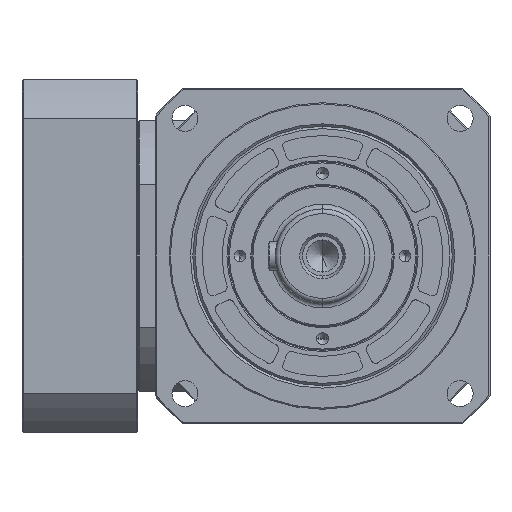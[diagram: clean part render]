
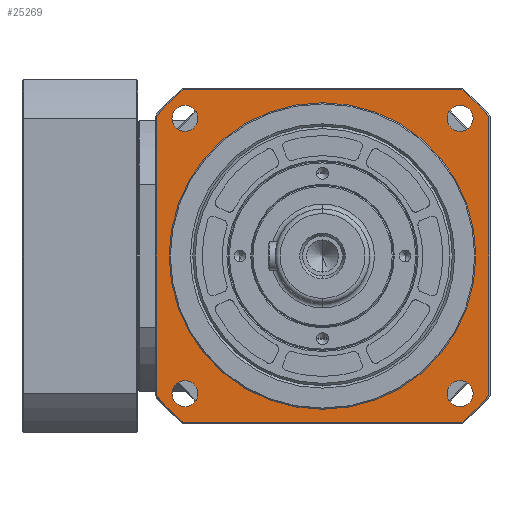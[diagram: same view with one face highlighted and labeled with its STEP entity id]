
A CAD part, left-side view. The second image highlights one B-rep face of the part: STEP entity #25269.
In plain terms, the highlighted planar face has unit normal (-1, 0, 0).
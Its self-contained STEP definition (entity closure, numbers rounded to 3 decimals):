
#21494=CARTESIAN_POINT('',(15.,0.,0.));
#21495=DIRECTION('',(-1.,0.,0.));
#21496=DIRECTION('',(0.,0.642,0.766));
#21497=AXIS2_PLACEMENT_3D('',#21494,#21495,#21496);
#21499=CARTESIAN_POINT('',(15.,0.,0.));
#21500=DIRECTION('',(-1.,0.,0.));
#21501=DIRECTION('',(0.,-0.766,0.642));
#21502=AXIS2_PLACEMENT_3D('',#21499,#21500,#21501);
#21504=CARTESIAN_POINT('',(15.,0.,0.));
#21505=DIRECTION('',(-1.,0.,0.));
#21506=DIRECTION('',(0.,-0.642,-0.766));
#21507=AXIS2_PLACEMENT_3D('',#21504,#21505,#21506);
#21509=CARTESIAN_POINT('',(15.,0.,0.));
#21510=DIRECTION('',(-1.,0.,0.));
#21511=DIRECTION('',(0.,0.766,-0.642));
#21512=AXIS2_PLACEMENT_3D('',#21509,#21510,#21511);
#21514=CARTESIAN_POINT('',(15.,58.336,58.336));
#21515=DIRECTION('',(1.,0.,0.));
#21516=DIRECTION('',(0.,0.,-1.));
#21517=AXIS2_PLACEMENT_3D('',#21514,#21515,#21516);
#21519=CARTESIAN_POINT('',(15.,58.336,58.336));
#21520=DIRECTION('',(1.,0.,0.));
#21521=DIRECTION('',(0.,0.,1.));
#21522=AXIS2_PLACEMENT_3D('',#21519,#21520,#21521);
#21524=CARTESIAN_POINT('',(15.,-58.336,58.336));
#21525=DIRECTION('',(1.,0.,0.));
#21526=DIRECTION('',(0.,0.,-1.));
#21527=AXIS2_PLACEMENT_3D('',#21524,#21525,#21526);
#21529=CARTESIAN_POINT('',(15.,-58.336,58.336));
#21530=DIRECTION('',(1.,0.,0.));
#21531=DIRECTION('',(0.,0.,1.));
#21532=AXIS2_PLACEMENT_3D('',#21529,#21530,#21531);
#21534=CARTESIAN_POINT('',(15.,-58.336,-58.336));
#21535=DIRECTION('',(1.,0.,0.));
#21536=DIRECTION('',(0.,0.,-1.));
#21537=AXIS2_PLACEMENT_3D('',#21534,#21535,#21536);
#21539=CARTESIAN_POINT('',(15.,-58.336,-58.336));
#21540=DIRECTION('',(1.,0.,0.));
#21541=DIRECTION('',(0.,0.,1.));
#21542=AXIS2_PLACEMENT_3D('',#21539,#21540,#21541);
#21544=CARTESIAN_POINT('',(15.,58.336,-58.336));
#21545=DIRECTION('',(1.,0.,0.));
#21546=DIRECTION('',(0.,0.,-1.));
#21547=AXIS2_PLACEMENT_3D('',#21544,#21545,#21546);
#21549=CARTESIAN_POINT('',(15.,58.336,-58.336));
#21550=DIRECTION('',(1.,0.,0.));
#21551=DIRECTION('',(0.,0.,1.));
#21552=AXIS2_PLACEMENT_3D('',#21549,#21550,#21551);
#21554=CARTESIAN_POINT('',(15.,0.,0.));
#21555=DIRECTION('',(1.,0.,0.));
#21556=DIRECTION('',(0.,0.,-1.));
#21557=AXIS2_PLACEMENT_3D('',#21554,#21555,#21556);
#21559=CARTESIAN_POINT('',(15.,0.,0.));
#21560=DIRECTION('',(1.,0.,0.));
#21561=DIRECTION('',(0.,0.,1.));
#21562=AXIS2_PLACEMENT_3D('',#21559,#21560,#21561);
#21564=DIRECTION('',(0.,0.,1.));
#21565=VECTOR('',#21564,118.216);
#21566=CARTESIAN_POINT('',(15.,70.5,-59.108));
#21567=LINE('',#21566,#21565);
#21572=CARTESIAN_POINT('',(15.,59.108,70.5));
#21591=DIRECTION('',(0.,-1.,0.));
#21592=VECTOR('',#21591,118.216);
#21593=CARTESIAN_POINT('',(15.,59.108,70.5));
#21594=LINE('',#21593,#21592);
#21622=DIRECTION('',(0.,0.,-1.));
#21623=VECTOR('',#21622,118.216);
#21624=CARTESIAN_POINT('',(15.,-70.5,59.108));
#21625=LINE('',#21624,#21623);
#22737=DIRECTION('',(0.,1.,0.));
#22738=VECTOR('',#22737,118.216);
#22739=CARTESIAN_POINT('',(15.,-59.108,-70.5));
#22740=LINE('',#22739,#22738);
#22753=CARTESIAN_POINT('',(15.,59.108,-70.5));
#24067=VERTEX_POINT('',#22753);
#24125=CARTESIAN_POINT('',(15.,0.,65.));
#24127=VERTEX_POINT('',#24125);
#24135=CARTESIAN_POINT('',(15.,58.336,-63.836));
#24137=VERTEX_POINT('',#24135);
#24256=CARTESIAN_POINT('',(15.,0.,-65.));
#24257=VERTEX_POINT('',#24256);
#24272=CARTESIAN_POINT('',(15.,-58.336,-52.836));
#24273=CARTESIAN_POINT('',(15.,-58.336,-63.836));
#24274=VERTEX_POINT('',#24272);
#24275=VERTEX_POINT('',#24273);
#24300=CARTESIAN_POINT('',(15.,-58.336,52.836));
#24301=CARTESIAN_POINT('',(15.,-58.336,63.836));
#24302=VERTEX_POINT('',#24300);
#24303=VERTEX_POINT('',#24301);
#24505=CARTESIAN_POINT('',(15.,-70.5,59.108));
#24506=CARTESIAN_POINT('',(15.,-70.5,-59.108));
#24507=VERTEX_POINT('',#24505);
#24508=VERTEX_POINT('',#24506);
#24537=CARTESIAN_POINT('',(15.,70.5,-59.108));
#24538=VERTEX_POINT('',#24537);
#24630=CARTESIAN_POINT('',(15.,-59.108,-70.5));
#24631=VERTEX_POINT('',#24630);
#24691=CARTESIAN_POINT('',(15.,70.5,59.108));
#24692=VERTEX_POINT('',#24691);
#24699=CARTESIAN_POINT('',(15.,58.336,52.836));
#24700=VERTEX_POINT('',#24699);
#24725=CARTESIAN_POINT('',(15.,-59.108,70.5));
#24726=VERTEX_POINT('',#24725);
#24737=CARTESIAN_POINT('',(15.,58.336,63.836));
#24738=VERTEX_POINT('',#24737);
#24743=VERTEX_POINT('',#21572);
#24756=CARTESIAN_POINT('',(15.,58.336,-52.836));
#24757=VERTEX_POINT('',#24756);
#25217=CARTESIAN_POINT('',(15.,65.,0.));
#25218=DIRECTION('',(1.,0.,0.));
#25219=DIRECTION('',(0.,0.,-1.));
#25220=AXIS2_PLACEMENT_3D('',#25217,#25218,#25219);
#25221=PLANE('',#25220);
#25223=ORIENTED_EDGE('',*,*,#25222,.T.);
#25225=ORIENTED_EDGE('',*,*,#25224,.F.);
#25227=ORIENTED_EDGE('',*,*,#25226,.T.);
#25229=ORIENTED_EDGE('',*,*,#25228,.F.);
#25231=ORIENTED_EDGE('',*,*,#25230,.T.);
#25233=ORIENTED_EDGE('',*,*,#25232,.F.);
#25235=ORIENTED_EDGE('',*,*,#25234,.T.);
#25237=ORIENTED_EDGE('',*,*,#25236,.F.);
#25238=EDGE_LOOP('',(#25223,#25225,#25227,#25229,#25231,#25233,#25235,#25237));
#25239=FACE_OUTER_BOUND('',#25238,.F.);
#25241=ORIENTED_EDGE('',*,*,#25240,.F.);
#25243=ORIENTED_EDGE('',*,*,#25242,.F.);
#25244=EDGE_LOOP('',(#25241,#25243));
#25245=FACE_BOUND('',#25244,.F.);
#25247=ORIENTED_EDGE('',*,*,#25246,.F.);
#25249=ORIENTED_EDGE('',*,*,#25248,.F.);
#25250=EDGE_LOOP('',(#25247,#25249));
#25251=FACE_BOUND('',#25250,.F.);
#25253=ORIENTED_EDGE('',*,*,#25252,.F.);
#25255=ORIENTED_EDGE('',*,*,#25254,.F.);
#25256=EDGE_LOOP('',(#25253,#25255));
#25257=FACE_BOUND('',#25256,.F.);
#25259=ORIENTED_EDGE('',*,*,#25258,.F.);
#25261=ORIENTED_EDGE('',*,*,#25260,.F.);
#25262=EDGE_LOOP('',(#25259,#25261));
#25263=FACE_BOUND('',#25262,.F.);
#25264=ORIENTED_EDGE('',*,*,#25207,.F.);
#25266=ORIENTED_EDGE('',*,*,#25265,.F.);
#25267=EDGE_LOOP('',(#25264,#25266));
#25268=FACE_BOUND('',#25267,.F.);
#25269=ADVANCED_FACE('',(#25239,#25245,#25251,#25257,#25263,#25268),#25221,.F.);
#21498=CIRCLE('',#21497,92.);
#21503=CIRCLE('',#21502,92.);
#21508=CIRCLE('',#21507,92.);
#21513=CIRCLE('',#21512,92.);
#21518=CIRCLE('',#21517,5.5);
#21523=CIRCLE('',#21522,5.5);
#21528=CIRCLE('',#21527,5.5);
#21533=CIRCLE('',#21532,5.5);
#21538=CIRCLE('',#21537,5.5);
#21543=CIRCLE('',#21542,5.5);
#21548=CIRCLE('',#21547,5.5);
#21553=CIRCLE('',#21552,5.5);
#21558=CIRCLE('',#21557,65.);
#21563=CIRCLE('',#21562,65.);
#25207=EDGE_CURVE('',#24257,#24127,#21558,.T.);
#25222=EDGE_CURVE('',#24538,#24692,#21567,.T.);
#25224=EDGE_CURVE('',#24743,#24692,#21498,.T.);
#25226=EDGE_CURVE('',#24743,#24726,#21594,.T.);
#25228=EDGE_CURVE('',#24507,#24726,#21503,.T.);
#25230=EDGE_CURVE('',#24507,#24508,#21625,.T.);
#25232=EDGE_CURVE('',#24631,#24508,#21508,.T.);
#25234=EDGE_CURVE('',#24631,#24067,#22740,.T.);
#25236=EDGE_CURVE('',#24538,#24067,#21513,.T.);
#25240=EDGE_CURVE('',#24700,#24738,#21518,.T.);
#25242=EDGE_CURVE('',#24738,#24700,#21523,.T.);
#25246=EDGE_CURVE('',#24302,#24303,#21528,.T.);
#25248=EDGE_CURVE('',#24303,#24302,#21533,.T.);
#25252=EDGE_CURVE('',#24275,#24274,#21538,.T.);
#25254=EDGE_CURVE('',#24274,#24275,#21543,.T.);
#25258=EDGE_CURVE('',#24137,#24757,#21548,.T.);
#25260=EDGE_CURVE('',#24757,#24137,#21553,.T.);
#25265=EDGE_CURVE('',#24127,#24257,#21563,.T.);
